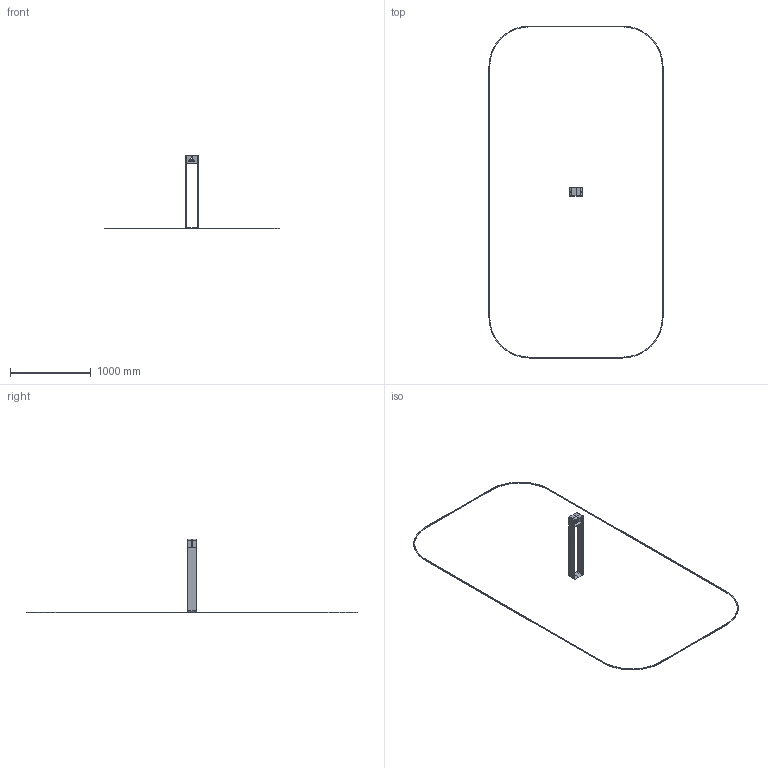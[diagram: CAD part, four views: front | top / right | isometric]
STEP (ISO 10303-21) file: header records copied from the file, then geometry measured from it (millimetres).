
FILE_DESCRIPTION(('STEP AP214'), '1');
FILE_NAME('Âåëîïàðêîâêà Â-10', '', ('UNSPECIFIED'), ('UNSPECIFIED'), 'C3D Converter', 'C3D Toolkit', '');
FILE_SCHEMA(('AUTOMOTIVE_DESIGN { 1 0 10303 214 3 1 1}'));
Length unit declared in the file: millimetre
Products named in the file (4): В-10-00.00.00
Assembly tree (4 placements, depth 2):
  В-10-00.00.00
    (unnamed)  x2
    (unnamed)
    (unnamed)
Bounding box: 2150 x 4100 x 910 mm (x, y, z)
Volume: 2093461 mm3; surface area: 954067.9 mm2
Topology: 5 solids, 5 shells, 85 faces, 225 edges, 150 vertices
Faces by surface type: plane 52, cylinder 32, extrusion 1
Full cylindrical faces by diameter (mm): 25 x2
Entity records: 3046 total; most frequent: CARTESIAN_POINT 395, DIRECTION 392, ORIENTED_EDGE 374, EDGE_CURVE 187, AXIS2_PLACEMENT_3D 131, VECTOR 130, LINE 129, VERTEX_POINT 126
